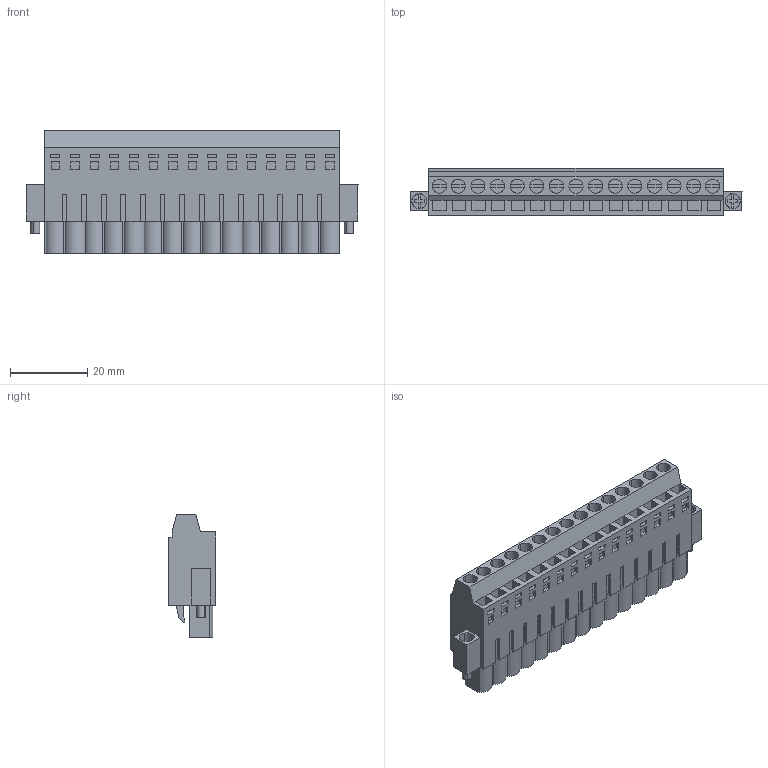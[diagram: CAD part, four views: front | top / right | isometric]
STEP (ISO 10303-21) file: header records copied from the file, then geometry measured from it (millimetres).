
FILE_DESCRIPTION(('CATIA V5 STEP Exchange','CAx-IF Rec.Pracs.--- Model Styling and Organization---1.2---2011-12-15'),'2;1');
FILE_NAME ('D1457351_0_1844120000_1844120000.stp','2017-10-31T20:30:50+00:00',('none'),('Weidmueller'),'CATIA Version 5-6 Release 2014','CATIA V5 STEP AP214','none');
FILE_SCHEMA(('AUTOMOTIVE_DESIGN { 1 0 10303 214 1 1 1 1 }'));
Length unit declared in the file: millimetre
Products named in the file (1): 1844120000
Bounding box: 86 x 12.2 x 31.8 mm (x, y, z)
Volume: 20851.7 mm3; surface area: 12074.2 mm2
Topology: 18 solids, 18 shells, 1030 faces, 2857 edges, 1946 vertices
Faces by surface type: plane 882, cylinder 148
Entity records: 31595 total; most frequent: CARTESIAN_POINT 5784, ORIENTED_EDGE 5714, DIRECTION 4107, EDGE_CURVE 2857, VECTOR 2493, LINE 2493, VERTEX_POINT 1946, EDGE_LOOP 1117
